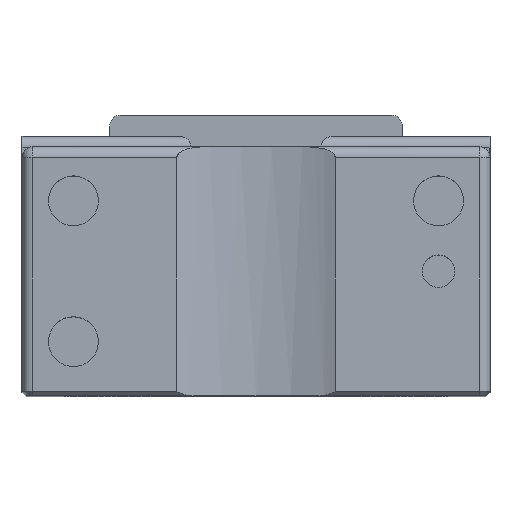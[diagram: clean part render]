
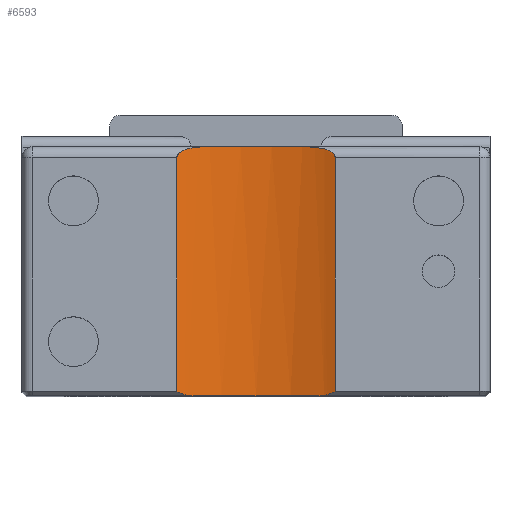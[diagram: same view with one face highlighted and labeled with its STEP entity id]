
A CAD part, top view. The second image highlights one B-rep face of the part: STEP entity #6593.
In plain terms, the highlighted cylindrical face has radius 18.5 mm (diameter 37 mm), a partial arc.
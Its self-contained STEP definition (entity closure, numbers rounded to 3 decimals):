
#122=CIRCLE('',#6997,18.5);
#123=CIRCLE('',#6999,18.5);
#522=ELLIPSE('',#6963,26.163,18.5);
#523=ELLIPSE('',#6998,26.163,18.5);
#563=FACE_OUTER_BOUND('',#928,.T.);
#928=EDGE_LOOP('',(#4623,#4624,#4625,#4626,#4627,#4628,#4629,#4630));
#1353=LINE('',#9516,#2117);
#1355=LINE('',#9528,#2119);
#2117=VECTOR('',#7637,10.);
#2119=VECTOR('',#7649,10.);
#2831=B_SPLINE_CURVE_WITH_KNOTS('',3,(#9530,#9531,#9532,#9533,#9534,#9535,
#9536,#9537,#9538,#9539,#9540,#9541,#9542,#9543),.UNSPECIFIED.,.F.,.F.,
(4,2,2,2,2,2,4),(2.635,2.714,2.854,2.909,
2.942,2.958,2.975),.UNSPECIFIED.);
#2832=B_SPLINE_CURVE_WITH_KNOTS('',3,(#9546,#9547,#9548,#9549,#9550,#9551,
#9552,#9553,#9554,#9555,#9556,#9557,#9558,#9559),.UNSPECIFIED.,.F.,.F.,
(4,2,2,2,2,2,4),(1.487,1.504,1.52,1.553,
1.608,1.748,1.827),.UNSPECIFIED.);
#2884=VERTEX_POINT('',#9400);
#2885=VERTEX_POINT('',#9401);
#2926=VERTEX_POINT('',#9515);
#2929=VERTEX_POINT('',#9523);
#2930=VERTEX_POINT('',#9525);
#2931=VERTEX_POINT('',#9527);
#2932=VERTEX_POINT('',#9529);
#2933=VERTEX_POINT('',#9544);
#3532=EDGE_CURVE('',#2884,#2885,#522,.T.);
#3589=EDGE_CURVE('',#2885,#2926,#1353,.T.);
#3593=EDGE_CURVE('',#2929,#2884,#122,.T.);
#3594=EDGE_CURVE('',#2930,#2929,#523,.T.);
#3595=EDGE_CURVE('',#2930,#2931,#1355,.T.);
#3596=EDGE_CURVE('',#2932,#2931,#2831,.T.);
#3597=EDGE_CURVE('',#2933,#2932,#123,.T.);
#3598=EDGE_CURVE('',#2926,#2933,#2832,.T.);
#4623=ORIENTED_EDGE('',*,*,#3532,.F.);
#4624=ORIENTED_EDGE('',*,*,#3593,.F.);
#4625=ORIENTED_EDGE('',*,*,#3594,.F.);
#4626=ORIENTED_EDGE('',*,*,#3595,.T.);
#4627=ORIENTED_EDGE('',*,*,#3596,.F.);
#4628=ORIENTED_EDGE('',*,*,#3597,.F.);
#4629=ORIENTED_EDGE('',*,*,#3598,.F.);
#4630=ORIENTED_EDGE('',*,*,#3589,.F.);
#6505=CYLINDRICAL_SURFACE('',#6996,18.5);
#6593=ADVANCED_FACE('',(#563),#6505,.F.);
#6963=AXIS2_PLACEMENT_3D('',#9402,#7533,#7534);
#6996=AXIS2_PLACEMENT_3D('',#9522,#7643,#7644);
#6997=AXIS2_PLACEMENT_3D('',#9524,#7645,#7646);
#6998=AXIS2_PLACEMENT_3D('',#9526,#7647,#7648);
#6999=AXIS2_PLACEMENT_3D('',#9545,#7650,#7651);
#7533=DIRECTION('center_axis',(0.,0.707,
-0.707));
#7534=DIRECTION('ref_axis',(0.,-0.707,-0.707));
#7637=DIRECTION('',(0.,1.,0.));
#7643=DIRECTION('center_axis',(0.,1.,0.));
#7644=DIRECTION('ref_axis',(-0.394,0.,-0.919));
#7645=DIRECTION('center_axis',(0.,1.,0.));
#7646=DIRECTION('ref_axis',(-0.394,0.,-0.919));
#7647=DIRECTION('center_axis',(0.,0.707,
-0.707));
#7648=DIRECTION('ref_axis',(0.,-0.707,-0.707));
#7649=DIRECTION('',(0.,1.,0.));
#7650=DIRECTION('center_axis',(0.,-1.,0.));
#7651=DIRECTION('ref_axis',(-0.394,0.,-0.919));
#9400=CARTESIAN_POINT('',(120.716,149.091,97.05));
#9401=CARTESIAN_POINT('',(119.703,149.491,97.45));
#9402=CARTESIAN_POINT('Origin',(127.,166.491,114.45));
#9515=CARTESIAN_POINT('',(119.703,171.091,97.45));
#9516=CARTESIAN_POINT('',(119.703,149.091,97.45));
#9522=CARTESIAN_POINT('Origin',(127.,149.091,114.45));
#9523=CARTESIAN_POINT('',(133.284,149.091,97.05));
#9524=CARTESIAN_POINT('Origin',(127.,149.091,114.45));
#9525=CARTESIAN_POINT('',(134.297,149.491,97.45));
#9526=CARTESIAN_POINT('Origin',(127.,166.491,114.45));
#9527=CARTESIAN_POINT('',(134.297,171.091,97.45));
#9528=CARTESIAN_POINT('',(134.297,149.091,97.45));
#9529=CARTESIAN_POINT('',(131.272,172.091,96.45));
#9530=CARTESIAN_POINT('Ctrl Pts',(131.272,172.091,96.45));
#9531=CARTESIAN_POINT('Ctrl Pts',(131.54,172.091,96.514));
#9532=CARTESIAN_POINT('Ctrl Pts',(131.802,172.085,96.582));
#9533=CARTESIAN_POINT('Ctrl Pts',(132.504,172.043,96.782));
#9534=CARTESIAN_POINT('Ctrl Pts',(133.035,171.978,96.956));
#9535=CARTESIAN_POINT('Ctrl Pts',(133.617,171.786,97.173));
#9536=CARTESIAN_POINT('Ctrl Pts',(133.806,171.706,97.247));
#9537=CARTESIAN_POINT('Ctrl Pts',(134.036,171.552,97.34));
#9538=CARTESIAN_POINT('Ctrl Pts',(134.124,171.478,97.377));
#9539=CARTESIAN_POINT('Ctrl Pts',(134.222,171.347,97.418));
#9540=CARTESIAN_POINT('Ctrl Pts',(134.249,171.299,97.429));
#9541=CARTESIAN_POINT('Ctrl Pts',(134.287,171.199,97.445));
#9542=CARTESIAN_POINT('Ctrl Pts',(134.297,171.146,97.45));
#9543=CARTESIAN_POINT('Ctrl Pts',(134.297,171.091,97.45));
#9544=CARTESIAN_POINT('',(122.728,172.091,96.45));
#9545=CARTESIAN_POINT('Origin',(127.,172.091,114.45));
#9546=CARTESIAN_POINT('Ctrl Pts',(119.703,171.091,97.45));
#9547=CARTESIAN_POINT('Ctrl Pts',(119.703,171.146,97.45));
#9548=CARTESIAN_POINT('Ctrl Pts',(119.713,171.199,97.445));
#9549=CARTESIAN_POINT('Ctrl Pts',(119.751,171.299,97.429));
#9550=CARTESIAN_POINT('Ctrl Pts',(119.778,171.347,97.418));
#9551=CARTESIAN_POINT('Ctrl Pts',(119.876,171.478,97.377));
#9552=CARTESIAN_POINT('Ctrl Pts',(119.964,171.552,97.34));
#9553=CARTESIAN_POINT('Ctrl Pts',(120.194,171.706,97.247));
#9554=CARTESIAN_POINT('Ctrl Pts',(120.383,171.786,97.173));
#9555=CARTESIAN_POINT('Ctrl Pts',(120.965,171.978,96.956));
#9556=CARTESIAN_POINT('Ctrl Pts',(121.496,172.043,96.782));
#9557=CARTESIAN_POINT('Ctrl Pts',(122.198,172.085,96.582));
#9558=CARTESIAN_POINT('Ctrl Pts',(122.46,172.091,96.514));
#9559=CARTESIAN_POINT('Ctrl Pts',(122.728,172.091,96.45));
